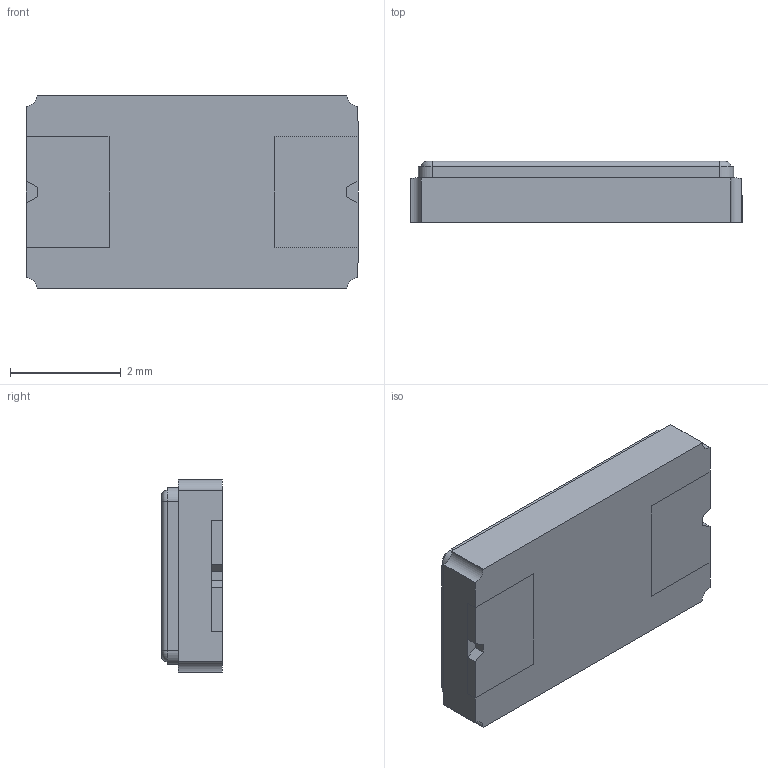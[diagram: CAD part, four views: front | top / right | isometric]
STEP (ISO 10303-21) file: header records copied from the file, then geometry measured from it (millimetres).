
FILE_DESCRIPTION (( 'STEP AP214' ), '1' );
FILE_NAME ('ECS-250-18-23A-EN-TR.STEP', '2019-04-27T04:09:37', ( '' ), ( '' ), 'SwSTEP 2.0', 'SolidWorks 2017', '' );
FILE_SCHEMA (( 'AUTOMOTIVE_DESIGN' ));
Length unit declared in the file: millimetre
Products named in the file (1): ECS-250-18-23A-EN-TR
Bounding box: 6 x 1.1 x 3.5 mm (x, y, z)
Volume: 22 mm3; surface area: 120.2 mm2
Topology: 5 solids, 5 shells, 74 faces, 184 edges, 120 vertices
Faces by surface type: plane 50, cylinder 20, torus 4
Entity records: 2262 total; most frequent: CARTESIAN_POINT 379, DIRECTION 378, ORIENTED_EDGE 368, EDGE_CURVE 184, LINE 140, VECTOR 140, VERTEX_POINT 120, AXIS2_PLACEMENT_3D 119
